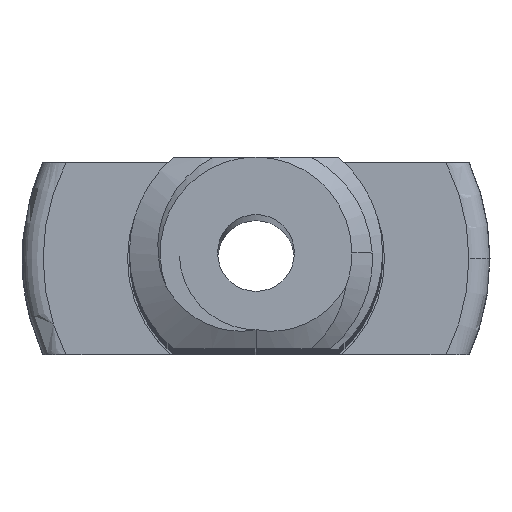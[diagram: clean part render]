
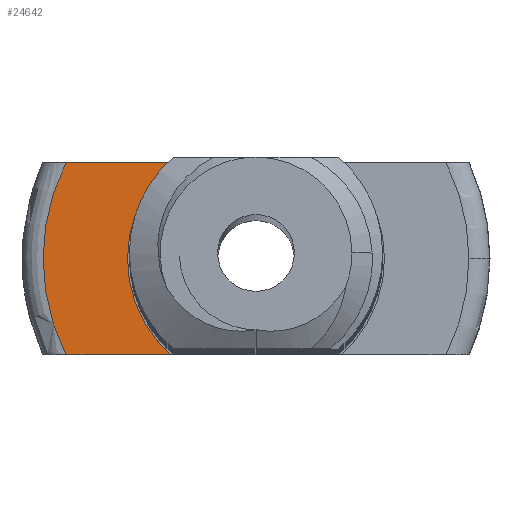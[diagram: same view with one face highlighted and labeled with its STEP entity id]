
A CAD part, top view. The second image highlights one B-rep face of the part: STEP entity #24642.
In plain terms, the highlighted planar face has unit normal (0, 0, 1).
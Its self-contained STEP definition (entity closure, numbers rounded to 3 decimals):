
#5935 = PLANE('',#5936);
#5936 = AXIS2_PLACEMENT_3D('',#5937,#5938,#5939);
#5937 = CARTESIAN_POINT('',(12.5,-2.5,97.474));
#5938 = DIRECTION('',(0.,1.,0.));
#5939 = DIRECTION('',(-1.,0.,0.));
#6724 = PLANE('',#6725);
#6725 = AXIS2_PLACEMENT_3D('',#6726,#6727,#6728);
#6726 = CARTESIAN_POINT('',(-12.5,2.5,97.474));
#6727 = DIRECTION('',(0.,-1.,0.));
#6728 = DIRECTION('',(1.,0.,0.));
#9148 = VERTEX_POINT('',#9149);
#9149 = CARTESIAN_POINT('',(-4.955,-2.5,0.));
#9201 = TOROIDAL_SURFACE('',#9202,5.55,0.55);
#9202 = AXIS2_PLACEMENT_3D('',#9203,#9204,#9205);
#9203 = CARTESIAN_POINT('',(0.,0.,-0.55)
  );
#9204 = DIRECTION('',(0.,0.,1.));
#9205 = DIRECTION('',(1.,0.,0.));
#9232 = EDGE_CURVE('',#9233,#9148,#9235,.T.);
#9233 = VERTEX_POINT('',#9234);
#9234 = CARTESIAN_POINT('',(-2.23,-2.5,0.));
#9235 = SURFACE_CURVE('',#9236,(#9240,#9247),.PCURVE_S1.);
#9236 = LINE('',#9237,#9238);
#9237 = CARTESIAN_POINT('',(6.25,-2.5,0.));
#9238 = VECTOR('',#9239,1.);
#9239 = DIRECTION('',(-1.,0.,0.));
#9240 = PCURVE('',#5935,#9241);
#9241 = DEFINITIONAL_REPRESENTATION('',(#9242),#9246);
#9242 = LINE('',#9243,#9244);
#9243 = CARTESIAN_POINT('',(6.25,-97.474));
#9244 = VECTOR('',#9245,1.);
#9245 = DIRECTION('',(1.,0.));
#9246 = ( GEOMETRIC_REPRESENTATION_CONTEXT(2) 
PARAMETRIC_REPRESENTATION_CONTEXT() REPRESENTATION_CONTEXT('2D SPACE',''
  ) );
#9247 = PCURVE('',#9248,#9253);
#9248 = PLANE('',#9249);
#9249 = AXIS2_PLACEMENT_3D('',#9250,#9251,#9252);
#9250 = CARTESIAN_POINT('',(0.,0.,
    0.));
#9251 = DIRECTION('',(0.,0.,-1.));
#9252 = DIRECTION('',(1.,0.,0.));
#9253 = DEFINITIONAL_REPRESENTATION('',(#9254),#9258);
#9254 = LINE('',#9255,#9256);
#9255 = CARTESIAN_POINT('',(6.25,2.5));
#9256 = VECTOR('',#9257,1.);
#9257 = DIRECTION('',(-1.,0.));
#9258 = ( GEOMETRIC_REPRESENTATION_CONTEXT(2) 
PARAMETRIC_REPRESENTATION_CONTEXT() REPRESENTATION_CONTEXT('2D SPACE',''
  ) );
#9274 = CYLINDRICAL_SURFACE('',#9275,3.35);
#9275 = AXIS2_PLACEMENT_3D('',#9276,#9277,#9278);
#9276 = CARTESIAN_POINT('',(0.,0.,1.8)
  );
#9277 = DIRECTION('',(0.,0.,-1.));
#9278 = DIRECTION('',(1.,0.,0.));
#22419 = VERTEX_POINT('',#22420);
#22420 = CARTESIAN_POINT('',(-2.23,2.5,0.));
#22441 = EDGE_CURVE('',#22442,#22419,#22444,.T.);
#22442 = VERTEX_POINT('',#22443);
#22443 = CARTESIAN_POINT('',(-4.955,2.5,0.));
#22444 = SURFACE_CURVE('',#22445,(#22449,#22456),.PCURVE_S1.);
#22445 = LINE('',#22446,#22447);
#22446 = CARTESIAN_POINT('',(-6.25,2.5,0.));
#22447 = VECTOR('',#22448,1.);
#22448 = DIRECTION('',(1.,0.,0.));
#22449 = PCURVE('',#6724,#22450);
#22450 = DEFINITIONAL_REPRESENTATION('',(#22451),#22455);
#22451 = LINE('',#22452,#22453);
#22452 = CARTESIAN_POINT('',(6.25,-97.474));
#22453 = VECTOR('',#22454,1.);
#22454 = DIRECTION('',(1.,0.));
#22455 = ( GEOMETRIC_REPRESENTATION_CONTEXT(2) 
PARAMETRIC_REPRESENTATION_CONTEXT() REPRESENTATION_CONTEXT('2D SPACE',''
  ) );
#22456 = PCURVE('',#9248,#22457);
#22457 = DEFINITIONAL_REPRESENTATION('',(#22458),#22462);
#22458 = LINE('',#22459,#22460);
#22459 = CARTESIAN_POINT('',(-6.25,-2.5));
#22460 = VECTOR('',#22461,1.);
#22461 = DIRECTION('',(1.,0.));
#22462 = ( GEOMETRIC_REPRESENTATION_CONTEXT(2) 
PARAMETRIC_REPRESENTATION_CONTEXT() REPRESENTATION_CONTEXT('2D SPACE',''
  ) );
#24174 = EDGE_CURVE('',#9233,#22419,#24175,.T.);
#24175 = SURFACE_CURVE('',#24176,(#24181,#24188),.PCURVE_S1.);
#24176 = CIRCLE('',#24177,3.35);
#24177 = AXIS2_PLACEMENT_3D('',#24178,#24179,#24180);
#24178 = CARTESIAN_POINT('',(0.,0.,
    0.));
#24179 = DIRECTION('',(0.,0.,-1.));
#24180 = DIRECTION('',(1.,0.,0.));
#24181 = PCURVE('',#9274,#24182);
#24182 = DEFINITIONAL_REPRESENTATION('',(#24183),#24187);
#24183 = LINE('',#24184,#24185);
#24184 = CARTESIAN_POINT('',(0.,1.8));
#24185 = VECTOR('',#24186,1.);
#24186 = DIRECTION('',(1.,0.));
#24187 = ( GEOMETRIC_REPRESENTATION_CONTEXT(2) 
PARAMETRIC_REPRESENTATION_CONTEXT() REPRESENTATION_CONTEXT('2D SPACE',''
  ) );
#24188 = PCURVE('',#9248,#24189);
#24189 = DEFINITIONAL_REPRESENTATION('',(#24190),#24194);
#24190 = CIRCLE('',#24191,3.35);
#24191 = AXIS2_PLACEMENT_2D('',#24192,#24193);
#24192 = CARTESIAN_POINT('',(0.,0.));
#24193 = DIRECTION('',(1.,0.));
#24194 = ( GEOMETRIC_REPRESENTATION_CONTEXT(2) 
PARAMETRIC_REPRESENTATION_CONTEXT() REPRESENTATION_CONTEXT('2D SPACE',''
  ) );
#24642 = ADVANCED_FACE('',(#24643),#9248,.F.);
#24643 = FACE_BOUND('',#24644,.T.);
#24644 = EDGE_LOOP('',(#24645,#24646,#24647,#24648));
#24645 = ORIENTED_EDGE('',*,*,#9232,.F.);
#24646 = ORIENTED_EDGE('',*,*,#24174,.T.);
#24647 = ORIENTED_EDGE('',*,*,#22441,.F.);
#24648 = ORIENTED_EDGE('',*,*,#24649,.F.);
#24649 = EDGE_CURVE('',#9148,#22442,#24650,.T.);
#24650 = SURFACE_CURVE('',#24651,(#24656,#24663),.PCURVE_S1.);
#24651 = CIRCLE('',#24652,5.55);
#24652 = AXIS2_PLACEMENT_3D('',#24653,#24654,#24655);
#24653 = CARTESIAN_POINT('',(0.,0.,
    0.));
#24654 = DIRECTION('',(0.,0.,-1.));
#24655 = DIRECTION('',(1.,0.,0.));
#24656 = PCURVE('',#9248,#24657);
#24657 = DEFINITIONAL_REPRESENTATION('',(#24658),#24662);
#24658 = CIRCLE('',#24659,5.55);
#24659 = AXIS2_PLACEMENT_2D('',#24660,#24661);
#24660 = CARTESIAN_POINT('',(0.,0.));
#24661 = DIRECTION('',(1.,0.));
#24662 = ( GEOMETRIC_REPRESENTATION_CONTEXT(2) 
PARAMETRIC_REPRESENTATION_CONTEXT() REPRESENTATION_CONTEXT('2D SPACE',''
  ) );
#24663 = PCURVE('',#9201,#24664);
#24664 = DEFINITIONAL_REPRESENTATION('',(#24665),#24669);
#24665 = LINE('',#24666,#24667);
#24666 = CARTESIAN_POINT('',(0.,7.854));
#24667 = VECTOR('',#24668,1.);
#24668 = DIRECTION('',(-1.,0.));
#24669 = ( GEOMETRIC_REPRESENTATION_CONTEXT(2) 
PARAMETRIC_REPRESENTATION_CONTEXT() REPRESENTATION_CONTEXT('2D SPACE',''
  ) );
